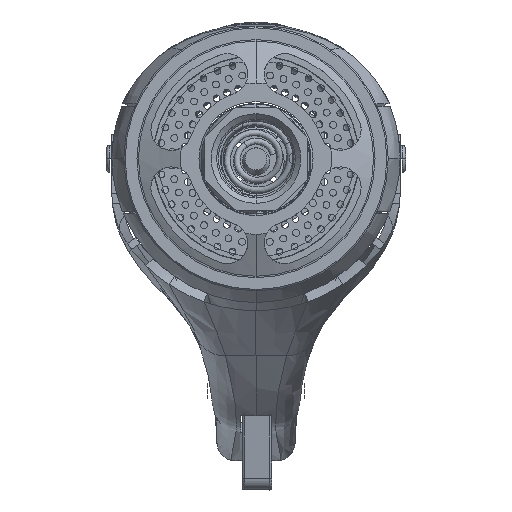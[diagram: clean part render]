
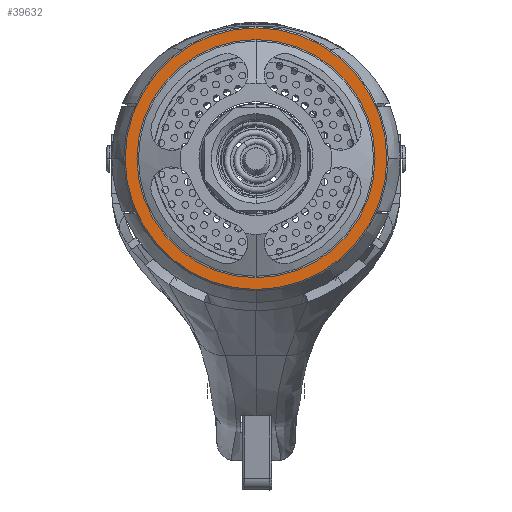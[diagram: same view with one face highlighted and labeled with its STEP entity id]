
A CAD part, top view. The second image highlights one B-rep face of the part: STEP entity #39632.
In plain terms, the highlighted planar face has unit normal (0, 0, 1).
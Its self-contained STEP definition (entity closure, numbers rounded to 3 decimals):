
#38489=CARTESIAN_POINT('',(0.,0.,
5.5));
#38490=DIRECTION('',(0.,0.,-1.));
#38491=DIRECTION('',(0.,1.,0.));
#38492=AXIS2_PLACEMENT_3D('',#38489,#38490,#38491);
#38494=CARTESIAN_POINT('',(0.,0.,
5.5));
#38495=DIRECTION('',(0.,0.,-1.));
#38496=DIRECTION('',(0.,-1.,0.));
#38497=AXIS2_PLACEMENT_3D('',#38494,#38495,#38496);
#38499=CARTESIAN_POINT('',(0.,0.,5.5));
#38500=DIRECTION('',(0.,0.,1.));
#38501=DIRECTION('',(0.,-1.,0.));
#38502=AXIS2_PLACEMENT_3D('',#38499,#38500,#38501);
#38504=CARTESIAN_POINT('',(0.,0.,5.5));
#38505=DIRECTION('',(0.,0.,1.));
#38506=DIRECTION('',(0.,1.,0.));
#38507=AXIS2_PLACEMENT_3D('',#38504,#38505,#38506);
#38715=CARTESIAN_POINT('',(0.,-17.33,5.5));
#38716=CARTESIAN_POINT('',(0.,17.33,5.5));
#38717=VERTEX_POINT('',#38715);
#38718=VERTEX_POINT('',#38716);
#38735=CARTESIAN_POINT('',(0.,19.05,5.5));
#38736=CARTESIAN_POINT('',(0.,-19.05,5.5));
#38737=VERTEX_POINT('',#38735);
#38738=VERTEX_POINT('',#38736);
#39615=CARTESIAN_POINT('',(0.,0.,5.5));
#39616=DIRECTION('',(0.,0.,1.));
#39617=DIRECTION('',(0.,1.,0.));
#39618=AXIS2_PLACEMENT_3D('',#39615,#39616,#39617);
#39619=PLANE('',#39618);
#39621=ORIENTED_EDGE('',*,*,#39620,.T.);
#39623=ORIENTED_EDGE('',*,*,#39622,.T.);
#39624=EDGE_LOOP('',(#39621,#39623));
#39625=FACE_OUTER_BOUND('',#39624,.F.);
#39627=ORIENTED_EDGE('',*,*,#39626,.T.);
#39629=ORIENTED_EDGE('',*,*,#39628,.T.);
#39630=EDGE_LOOP('',(#39627,#39629));
#39631=FACE_BOUND('',#39630,.F.);
#38493=CIRCLE('',#38492,19.05);
#38498=CIRCLE('',#38497,19.05);
#38503=CIRCLE('',#38502,17.33);
#38508=CIRCLE('',#38507,17.33);
#39620=EDGE_CURVE('',#38737,#38738,#38493,.T.);
#39622=EDGE_CURVE('',#38738,#38737,#38498,.T.);
#39626=EDGE_CURVE('',#38717,#38718,#38503,.T.);
#39628=EDGE_CURVE('',#38718,#38717,#38508,.T.);
#39632=ADVANCED_FACE('',(#39625,#39631),#39619,.T.);
